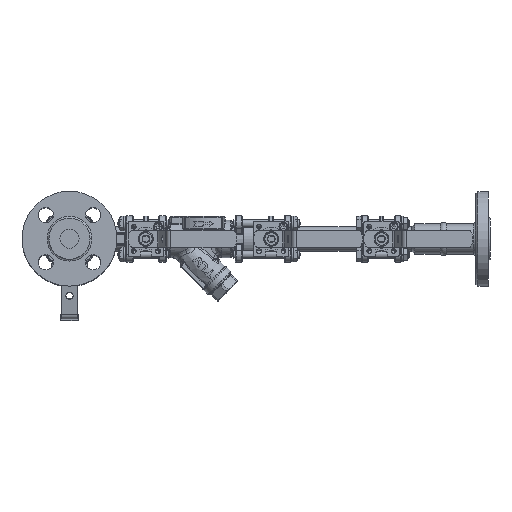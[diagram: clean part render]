
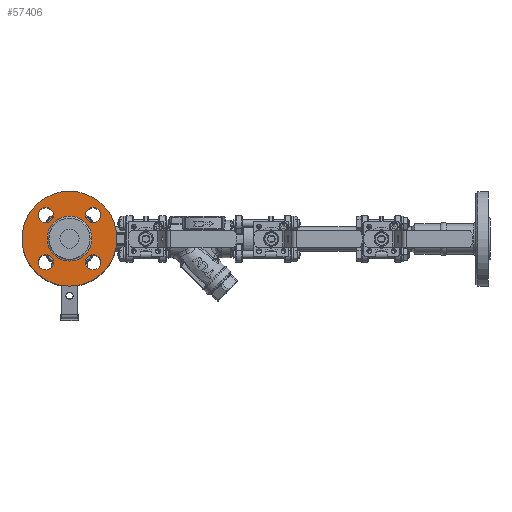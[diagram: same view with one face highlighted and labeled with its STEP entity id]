
A CAD part, top view. The second image highlights one B-rep face of the part: STEP entity #57406.
In plain terms, the highlighted planar face has unit normal (0, 0, 1).
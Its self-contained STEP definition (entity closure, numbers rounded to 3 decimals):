
#5680=FACE_BOUND('',#10866,.T.);
#5681=FACE_BOUND('',#10867,.T.);
#5682=FACE_BOUND('',#10868,.T.);
#5683=FACE_BOUND('',#10869,.T.);
#5684=FACE_BOUND('',#10870,.T.);
#5935=PLANE('',#61101);
#7249=FACE_OUTER_BOUND('',#10865,.T.);
#10865=EDGE_LOOP('',(#38533));
#10866=EDGE_LOOP('',(#38534));
#10867=EDGE_LOOP('',(#38535));
#10868=EDGE_LOOP('',(#38536));
#10869=EDGE_LOOP('',(#38537));
#10870=EDGE_LOOP('',(#38538));
#20652=CIRCLE('',#61098,23.41);
#20655=CIRCLE('',#61102,49.5);
#20656=CIRCLE('',#61103,8.);
#20657=CIRCLE('',#61104,8.);
#20658=CIRCLE('',#61105,8.);
#20659=CIRCLE('',#61106,8.);
#23951=VERTEX_POINT('',#84895);
#23953=VERTEX_POINT('',#84901);
#23954=VERTEX_POINT('',#84903);
#23955=VERTEX_POINT('',#84905);
#23956=VERTEX_POINT('',#84907);
#23957=VERTEX_POINT('',#84909);
#29458=EDGE_CURVE('',#23951,#23951,#20652,.T.);
#29461=EDGE_CURVE('',#23953,#23953,#20655,.T.);
#29462=EDGE_CURVE('',#23954,#23954,#20656,.T.);
#29463=EDGE_CURVE('',#23955,#23955,#20657,.T.);
#29464=EDGE_CURVE('',#23956,#23956,#20658,.T.);
#29465=EDGE_CURVE('',#23957,#23957,#20659,.T.);
#38533=ORIENTED_EDGE('',*,*,#29461,.F.);
#38534=ORIENTED_EDGE('',*,*,#29462,.T.);
#38535=ORIENTED_EDGE('',*,*,#29463,.T.);
#38536=ORIENTED_EDGE('',*,*,#29464,.T.);
#38537=ORIENTED_EDGE('',*,*,#29465,.T.);
#38538=ORIENTED_EDGE('',*,*,#29458,.F.);
#57406=ADVANCED_FACE('',(#7249,#5680,#5681,#5682,#5683,#5684),#5935,.F.);
#61098=AXIS2_PLACEMENT_3D('',#84896,#68147,#68148);
#61101=AXIS2_PLACEMENT_3D('',#84900,#68153,#68154);
#61102=AXIS2_PLACEMENT_3D('',#84902,#68155,#68156);
#61103=AXIS2_PLACEMENT_3D('',#84904,#68157,#68158);
#61104=AXIS2_PLACEMENT_3D('',#84906,#68159,#68160);
#61105=AXIS2_PLACEMENT_3D('',#84908,#68161,#68162);
#61106=AXIS2_PLACEMENT_3D('',#84910,#68163,#68164);
#68147=DIRECTION('center_axis',(0.,0.,
1.));
#68148=DIRECTION('ref_axis',(-1.,0.,0.));
#68153=DIRECTION('center_axis',(0.,0.,
-1.));
#68154=DIRECTION('ref_axis',(1.,0.,0.));
#68155=DIRECTION('center_axis',(0.,0.,
-1.));
#68156=DIRECTION('ref_axis',(1.,0.,0.));
#68157=DIRECTION('center_axis',(0.,0.,
-1.));
#68158=DIRECTION('ref_axis',(-1.,0.,0.));
#68159=DIRECTION('center_axis',(0.,0.,
-1.));
#68160=DIRECTION('ref_axis',(0.,1.,0.));
#68161=DIRECTION('center_axis',(0.,0.,
-1.));
#68162=DIRECTION('ref_axis',(1.,0.,0.));
#68163=DIRECTION('center_axis',(0.,0.,
-1.));
#68164=DIRECTION('ref_axis',(0.,-1.,0.));
#84895=CARTESIAN_POINT('',(-121.626,18.833,200.883));
#84896=CARTESIAN_POINT('Origin',(-145.036,18.833,200.883));
#84900=CARTESIAN_POINT('Origin',(-145.036,18.833,200.883));
#84901=CARTESIAN_POINT('',(-194.536,18.833,200.883));
#84902=CARTESIAN_POINT('Origin',(-145.036,18.833,200.883));
#84903=CARTESIAN_POINT('',(-161.714,-5.845,200.883));
#84904=CARTESIAN_POINT('Origin',(-169.714,-5.845,200.883));
#84905=CARTESIAN_POINT('',(-169.714,35.511,200.883));
#84906=CARTESIAN_POINT('Origin',(-169.714,43.511,200.883));
#84907=CARTESIAN_POINT('',(-128.358,43.511,200.883));
#84908=CARTESIAN_POINT('Origin',(-120.358,43.511,200.883));
#84909=CARTESIAN_POINT('',(-120.358,2.155,200.883));
#84910=CARTESIAN_POINT('Origin',(-120.358,-5.845,200.883));
